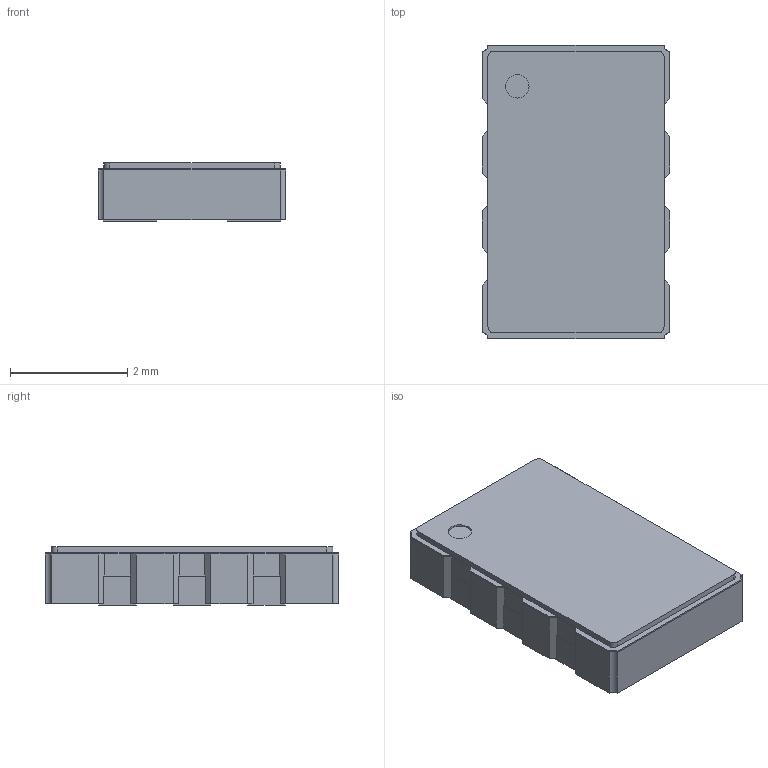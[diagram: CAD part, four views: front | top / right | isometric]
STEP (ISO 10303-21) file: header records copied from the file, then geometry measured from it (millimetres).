
FILE_DESCRIPTION(('FreeCAD Model'),'2;1');
FILE_NAME('Open CASCADE Shape Model','2022-01-24T00:43:07',( 'kicad StepUp'),('ksu MCAD'),'Open CASCADE STEP processor 7.5', 'FreeCAD','Unknown');
FILE_SCHEMA(('AUTOMOTIVE_DESIGN { 1 0 10303 214 1 1 1 1 }'));
Length unit declared in the file: millimetre
Products named in the file (1): Oscillator_SMD_IDT_JS6-6_5.0x3.2mm_P1.27mm
Bounding box: 3.2 x 5 x 1 mm (x, y, z)
Volume: 15.2 mm3; surface area: 48 mm2
Topology: 1 solids, 1 shells, 118 faces, 301 edges, 186 vertices
Faces by surface type: plane 104, cylinder 14
Full cylindrical faces by diameter (mm): 0.4 x1
Entity records: 4308 total; most frequent: CARTESIAN_POINT 606, ORIENTED_EDGE 602, DIRECTION 563, EDGE_CURVE 301, LINE 277, VECTOR 277, VERTEX_POINT 186, AXIS2_PLACEMENT_3D 143
